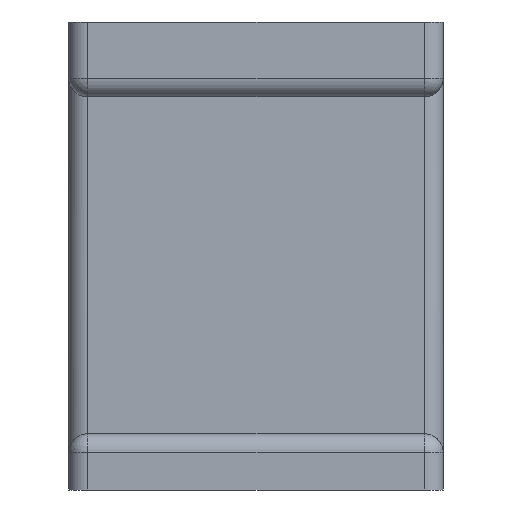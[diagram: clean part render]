
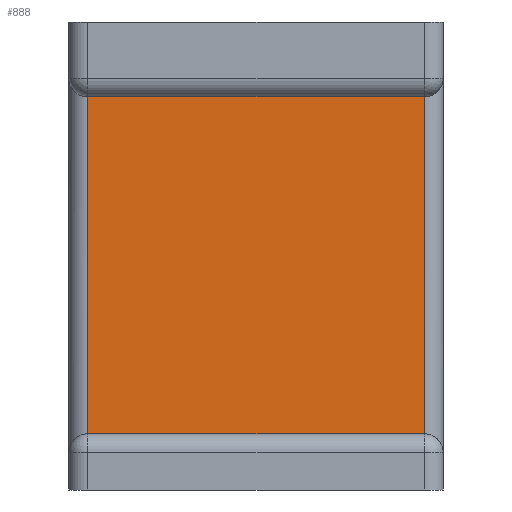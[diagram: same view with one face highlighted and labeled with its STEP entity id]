
A CAD part, left-side view. The second image highlights one B-rep face of the part: STEP entity #888.
In plain terms, the highlighted planar face has unit normal (-1, 0, 0).
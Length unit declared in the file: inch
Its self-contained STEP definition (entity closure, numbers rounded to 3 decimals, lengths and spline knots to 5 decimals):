
#38=PLANE('',#992);
#56=LINE('',#1315,#132);
#61=LINE('',#1327,#137);
#121=LINE('',#1517,#197);
#124=LINE('',#1525,#200);
#132=VECTOR('',#1036,0.3937);
#137=VECTOR('',#1049,0.3937);
#197=VECTOR('',#1259,0.3937);
#200=VECTOR('',#1272,0.3937);
#280=FACE_OUTER_BOUND('',#341,.T.);
#341=EDGE_LOOP('',(#816,#817,#818,#819));
#395=VERTEX_POINT('',#1305);
#398=VERTEX_POINT('',#1313);
#400=VERTEX_POINT('',#1322);
#401=VERTEX_POINT('',#1326);
#474=EDGE_CURVE('',#398,#395,#56,.T.);
#480=EDGE_CURVE('',#400,#401,#61,.T.);
#577=EDGE_CURVE('',#398,#401,#121,.T.);
#580=EDGE_CURVE('',#395,#400,#124,.T.);
#816=ORIENTED_EDGE('',*,*,#474,.F.);
#817=ORIENTED_EDGE('',*,*,#577,.T.);
#818=ORIENTED_EDGE('',*,*,#480,.F.);
#819=ORIENTED_EDGE('',*,*,#580,.F.);
#888=ADVANCED_FACE('',(#280),#38,.T.);
#992=AXIS2_PLACEMENT_3D('',#1524,#1270,#1271);
#1036=DIRECTION('',(0.,0.,-1.));
#1049=DIRECTION('',(0.,0.,1.));
#1259=DIRECTION('',(0.,1.,0.));
#1270=DIRECTION('center_axis',(-1.,0.,0.));
#1271=DIRECTION('ref_axis',(0.,-1.,0.));
#1272=DIRECTION('',(0.,1.,0.));
#1305=CARTESIAN_POINT('',(-0.7,-0.45,0.15));
#1313=CARTESIAN_POINT('',(-0.7,-0.45,1.05));
#1315=CARTESIAN_POINT('',(-0.7,-0.45,0.075));
#1322=CARTESIAN_POINT('',(-0.7,0.45,0.15));
#1326=CARTESIAN_POINT('',(-0.7,0.45,1.05));
#1327=CARTESIAN_POINT('',(-0.7,0.45,0.075));
#1517=CARTESIAN_POINT('',(-0.7,0.5,1.05));
#1524=CARTESIAN_POINT('Origin',(-0.7,0.5,0.15));
#1525=CARTESIAN_POINT('',(-0.7,0.25,0.15));
